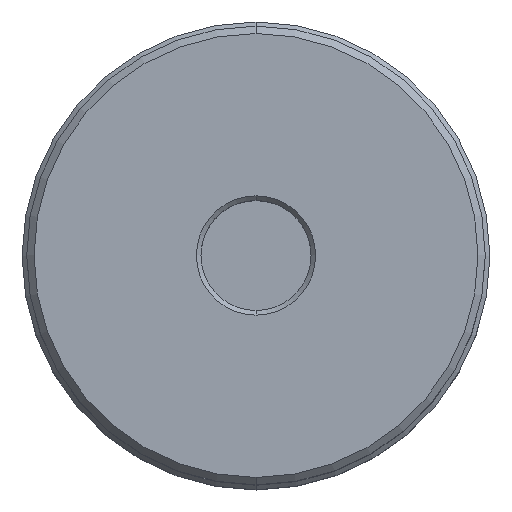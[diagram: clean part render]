
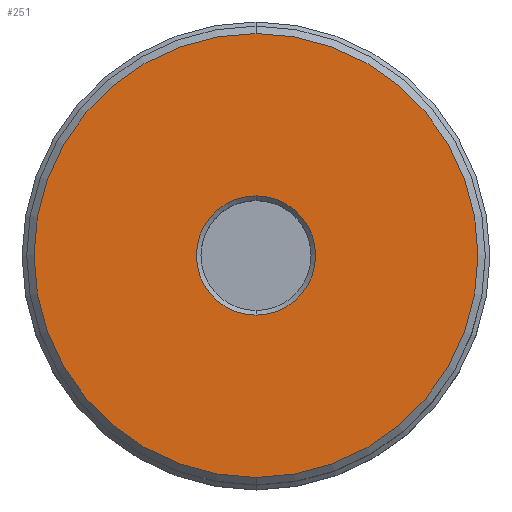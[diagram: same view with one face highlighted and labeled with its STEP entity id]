
A CAD part, top view. The second image highlights one B-rep face of the part: STEP entity #251.
In plain terms, the highlighted planar face has unit normal (0, 0, 1).
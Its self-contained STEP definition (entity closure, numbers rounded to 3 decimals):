
#3 = ORIENTED_EDGE ( 'NONE', *, *, #577, .F. ) ;
#15 = ORIENTED_EDGE ( 'NONE', *, *, #715, .F. ) ;
#43 = CIRCLE ( 'NONE', #1052, 6.5 ) ;
#45 = CARTESIAN_POINT ( 'NONE',  ( 0., -6.5, 47.804 ) ) ;
#68 = DIRECTION ( 'NONE',  ( 0., -1., 0. ) ) ;
#77 = DIRECTION ( 'NONE',  ( 0., 0., -1. ) ) ;
#83 = DIRECTION ( 'NONE',  ( 0., -1., 0. ) ) ;
#91 = FACE_OUTER_BOUND ( 'NONE', #1333, .T. ) ;
#143 = EDGE_CURVE ( 'NONE', #726, #582, #43, .T. ) ;
#201 = VERTEX_POINT ( 'NONE', #1064 ) ;
#251 = ADVANCED_FACE ( 'NONE', ( #537, #91 ), #425, .T. ) ;
#280 = CIRCLE ( 'NONE', #372, 24.2 ) ;
#283 = CARTESIAN_POINT ( 'NONE',  ( 0., 0., 47.804 ) ) ;
#297 = CARTESIAN_POINT ( 'NONE',  ( 0., 0., 47.804 ) ) ;
#360 = VERTEX_POINT ( 'NONE', #1340 ) ;
#372 = AXIS2_PLACEMENT_3D ( 'NONE', #787, #902, #893 ) ;
#375 = CIRCLE ( 'NONE', #1257, 6.5 ) ;
#425 = PLANE ( 'NONE',  #1347 ) ;
#532 = DIRECTION ( 'NONE',  ( 0., 0., -1. ) ) ;
#537 = FACE_BOUND ( 'NONE', #1406, .T. ) ;
#577 = EDGE_CURVE ( 'NONE', #201, #360, #1087, .T. ) ;
#582 = VERTEX_POINT ( 'NONE', #45 ) ;
#652 = CARTESIAN_POINT ( 'NONE',  ( 0., 24.2, 47.804 ) ) ;
#715 = EDGE_CURVE ( 'NONE', #360, #201, #280, .T. ) ;
#726 = VERTEX_POINT ( 'NONE', #1216 ) ;
#769 = DIRECTION ( 'NONE',  ( 0., 0., 1. ) ) ;
#787 = CARTESIAN_POINT ( 'NONE',  ( 0., 0., 47.804 ) ) ;
#825 = ORIENTED_EDGE ( 'NONE', *, *, #1322, .T. ) ;
#893 = DIRECTION ( 'NONE',  ( 0., 1., 0. ) ) ;
#902 = DIRECTION ( 'NONE',  ( 0., 0., -1. ) ) ;
#963 = DIRECTION ( 'NONE',  ( 0., 1., 0. ) ) ;
#975 = DIRECTION ( 'NONE',  ( 0., 0., -1. ) ) ;
#985 = ORIENTED_EDGE ( 'NONE', *, *, #143, .T. ) ;
#1052 = AXIS2_PLACEMENT_3D ( 'NONE', #283, #532, #83 ) ;
#1064 = CARTESIAN_POINT ( 'NONE',  ( 0., -24.2, 47.804 ) ) ;
#1087 = CIRCLE ( 'NONE', #1253, 24.2 ) ;
#1216 = CARTESIAN_POINT ( 'NONE',  ( 0., 6.5, 47.804 ) ) ;
#1253 = AXIS2_PLACEMENT_3D ( 'NONE', #297, #975, #963 ) ;
#1257 = AXIS2_PLACEMENT_3D ( 'NONE', #1293, #77, #68 ) ;
#1293 = CARTESIAN_POINT ( 'NONE',  ( 0., 0., 47.804 ) ) ;
#1322 = EDGE_CURVE ( 'NONE', #582, #726, #375, .T. ) ;
#1333 = EDGE_LOOP ( 'NONE', ( #15, #3 ) ) ;
#1340 = CARTESIAN_POINT ( 'NONE',  ( 0., 24.2, 47.804 ) ) ;
#1341 = DIRECTION ( 'NONE',  ( 0., -1., 0. ) ) ;
#1347 = AXIS2_PLACEMENT_3D ( 'NONE', #652, #769, #1341 ) ;
#1406 = EDGE_LOOP ( 'NONE', ( #825, #985 ) ) ;
